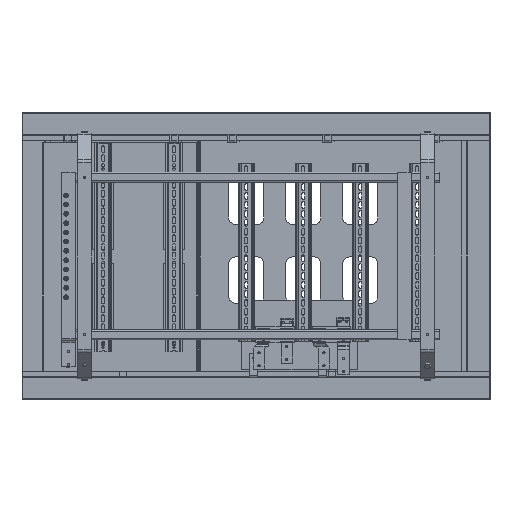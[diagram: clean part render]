
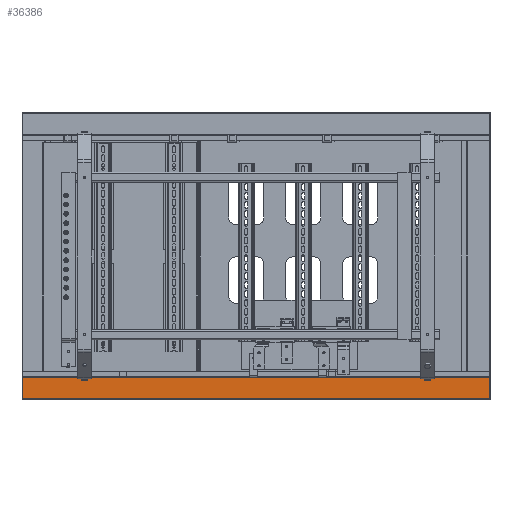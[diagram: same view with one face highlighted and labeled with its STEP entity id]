
A CAD part, left-side view. The second image highlights one B-rep face of the part: STEP entity #36386.
In plain terms, the highlighted planar face has unit normal (-1, 0, 0).
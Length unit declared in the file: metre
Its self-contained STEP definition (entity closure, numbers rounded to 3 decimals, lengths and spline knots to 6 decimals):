
#534 = LINE ( 'NONE', #10350, #25744 ) ;
#3259 = LINE ( 'NONE', #4174, #41292 ) ;
#3467 = FACE_OUTER_BOUND ( 'NONE', #39497, .T. ) ;
#4174 = CARTESIAN_POINT ( 'NONE',  ( 0.0148, -0.0108, 0. ) ) ;
#4845 = CARTESIAN_POINT ( 'NONE',  ( 0.0148, -0.0588, 0. ) ) ;
#5331 = VERTEX_POINT ( 'NONE', #48651 ) ;
#8209 = DIRECTION ( 'NONE',  ( 1., 0., 0. ) ) ;
#8991 = VERTEX_POINT ( 'NONE', #44053 ) ;
#10350 = CARTESIAN_POINT ( 'NONE',  ( 0.0148, -0.0588, 1.008 ) ) ;
#11672 = EDGE_CURVE ( 'NONE', #5331, #8991, #40461, .T. ) ;
#11725 = CARTESIAN_POINT ( 'NONE',  ( 0.0148, -0.0128, 1.008 ) ) ;
#12841 = ORIENTED_EDGE ( 'NONE', *, *, #15590, .T. ) ;
#15318 = ORIENTED_EDGE ( 'NONE', *, *, #29818, .F. ) ;
#15590 = EDGE_CURVE ( 'NONE', #8991, #50847, #3259, .T. ) ;
#18229 = VECTOR ( 'NONE', #25947, 1. ) ;
#23428 = DIRECTION ( 'NONE',  ( 0., -1., 0. ) ) ;
#24621 = CARTESIAN_POINT ( 'NONE',  ( 0.0148, -0.0108, 1.008 ) ) ;
#25744 = VECTOR ( 'NONE', #44411, 1. ) ;
#25947 = DIRECTION ( 'NONE',  ( 0., 0., -1. ) ) ;
#29818 = EDGE_CURVE ( 'NONE', #5331, #55542, #33779, .T. ) ;
#31585 = CARTESIAN_POINT ( 'NONE',  ( 0.0148, -0.0108, 1.008 ) ) ;
#31873 = DIRECTION ( 'NONE',  ( 0., 1., 0. ) ) ;
#32647 = EDGE_CURVE ( 'NONE', #55542, #50847, #534, .T. ) ;
#32796 = PLANE ( 'NONE',  #60334 ) ;
#33779 = LINE ( 'NONE', #24621, #35641 ) ;
#34820 = ORIENTED_EDGE ( 'NONE', *, *, #11672, .T. ) ;
#35641 = VECTOR ( 'NONE', #49270, 1. ) ;
#36386 = ADVANCED_FACE ( 'NONE', ( #3467 ), #32796, .F. ) ;
#36613 = ORIENTED_EDGE ( 'NONE', *, *, #32647, .F. ) ;
#39497 = EDGE_LOOP ( 'NONE', ( #12841, #36613, #15318, #34820 ) ) ;
#40461 = LINE ( 'NONE', #11725, #18229 ) ;
#41292 = VECTOR ( 'NONE', #23428, 1. ) ;
#44053 = CARTESIAN_POINT ( 'NONE',  ( 0.0148, -0.0128, 0. ) ) ;
#44411 = DIRECTION ( 'NONE',  ( 0., 0., -1. ) ) ;
#48651 = CARTESIAN_POINT ( 'NONE',  ( 0.0148, -0.0128, 1.008 ) ) ;
#49270 = DIRECTION ( 'NONE',  ( 0., -1., 0. ) ) ;
#50847 = VERTEX_POINT ( 'NONE', #4845 ) ;
#55542 = VERTEX_POINT ( 'NONE', #58595 ) ;
#58595 = CARTESIAN_POINT ( 'NONE',  ( 0.0148, -0.0588, 1.008 ) ) ;
#60334 = AXIS2_PLACEMENT_3D ( 'NONE', #31585, #8209, #31873 ) ;
